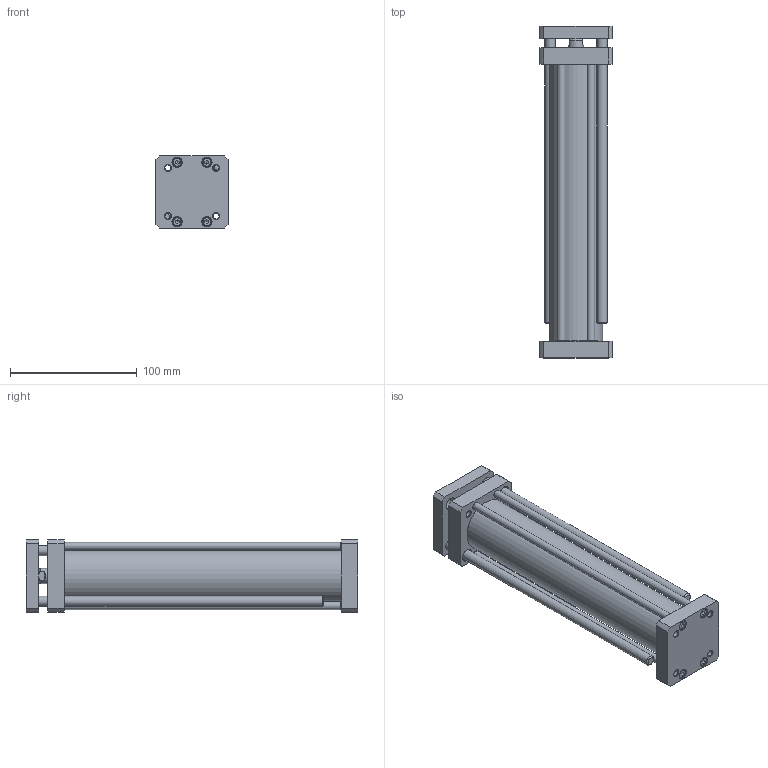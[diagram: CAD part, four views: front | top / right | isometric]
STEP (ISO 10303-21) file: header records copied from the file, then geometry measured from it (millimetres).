
FILE_DESCRIPTION((''),'2;1');
FILE_NAME('XDMA040.200.GS.F.stp','2014-05-15T15:54:24',('carlo.corazza'),(''),'Autodesk Inventor 2012','Autodesk Inventor 2012','');
FILE_SCHEMA(('AUTOMOTIVE_DESIGN { 1 0 10303 214 1 1 1 1 }'));
Length unit declared in the file: millimetre
Products named in the file (8): XDMA040..GS.F; CORPO-200; STELO-200; TAA; TIRANTE-200; TP; STAFFA; COLONNETTA-200
Assembly tree (11 placements, depth 2):
  XDMA040..GS.F
    CORPO-200
    STELO-200
    TAA
    TIRANTE-200  x4
    TP
    STAFFA
    COLONNETTA-200  x2
Bounding box: 57 x 262 x 57 mm (x, y, z)
Volume: 206463.6 mm3; surface area: 130127.7 mm2
Topology: 11 solids, 23 shells, 379 faces, 852 edges, 529 vertices
Faces by surface type: plane 147, cone 126, cylinder 91, torus 15
Full cylindrical faces by diameter (mm): 3 x2, 3.242 x8, 4.134 x4, 4.9 x8, 4.917 x7, 5 x2, 5.9 x2, 6 x4, 6.647 x1, 7 x8, 7.5 x8, 8 x2, 8.5 x2, 8.566 x2, 9 x2, 9.5 x2, 10 x2, 12 x1, 12.54 x1, 13 x1, 13.7 x1, 14 x1, 16.32 x1, 16.5 x2, 17 x1, 40 x1, 42 x1
Entity records: 9000 total; most frequent: CARTESIAN_POINT 1656, DIRECTION 1454, ORIENTED_EDGE 1102, AXIS2_PLACEMENT_3D 618, EDGE_LOOP 586, EDGE_CURVE 551, VERTEX_POINT 440, STYLED_ITEM 345
